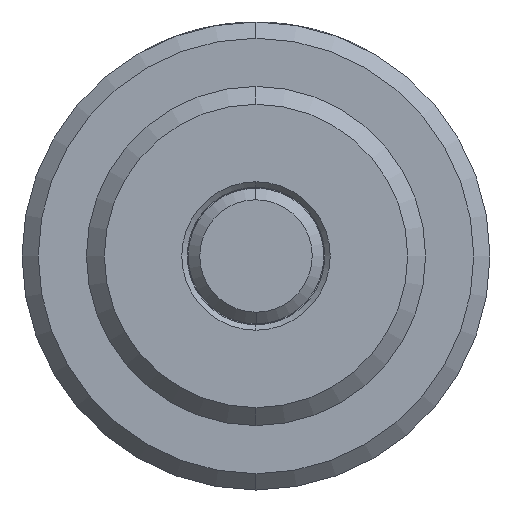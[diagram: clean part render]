
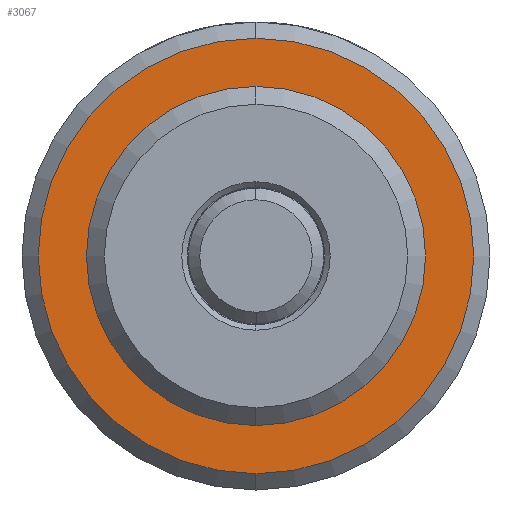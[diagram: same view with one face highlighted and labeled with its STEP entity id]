
A CAD part, left-side view. The second image highlights one B-rep face of the part: STEP entity #3067.
In plain terms, the highlighted planar face has unit normal (-1, 0, 0).
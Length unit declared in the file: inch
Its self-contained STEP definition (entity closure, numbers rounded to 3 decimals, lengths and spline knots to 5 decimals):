
#201 = CARTESIAN_POINT ( 'NONE',  ( 0.5, 0., 0. ) ) ;
#320 = AXIS2_PLACEMENT_3D ( 'NONE', #1703, #5097, #2550 ) ;
#333 = VERTEX_POINT ( 'NONE', #2201 ) ;
#503 = EDGE_LOOP ( 'NONE', ( #3023, #1956 ) ) ;
#579 = CARTESIAN_POINT ( 'NONE',  ( 0.5, 0., 0. ) ) ;
#655 = DIRECTION ( 'NONE',  ( 0., 0., -1. ) ) ;
#785 = CARTESIAN_POINT ( 'NONE',  ( 0.5, 0., 0.31125 ) ) ;
#834 = PLANE ( 'NONE',  #320 ) ;
#1014 = DIRECTION ( 'NONE',  ( 0., 0., -1. ) ) ;
#1094 = EDGE_CURVE ( 'NONE', #3028, #333, #4060, .T. ) ;
#1193 = AXIS2_PLACEMENT_3D ( 'NONE', #579, #3560, #1014 ) ;
#1323 = AXIS2_PLACEMENT_3D ( 'NONE', #201, #3205, #655 ) ;
#1703 = CARTESIAN_POINT ( 'NONE',  ( 0.5, 0.20063, 0. ) ) ;
#1933 = DIRECTION ( 'NONE',  ( 1., 0., 0. ) ) ;
#1956 = ORIENTED_EDGE ( 'NONE', *, *, #3916, .T. ) ;
#2201 = CARTESIAN_POINT ( 'NONE',  ( 0.5, 0., 0.40125 ) ) ;
#2246 = DIRECTION ( 'NONE',  ( 1., 0., 0. ) ) ;
#2292 = AXIS2_PLACEMENT_3D ( 'NONE', #4465, #1933, #4885 ) ;
#2381 = CIRCLE ( 'NONE', #2292, 0.40125 ) ;
#2391 = CIRCLE ( 'NONE', #1323, 0.31125 ) ;
#2550 = DIRECTION ( 'NONE',  ( 0., 0., 1. ) ) ;
#2602 = FACE_OUTER_BOUND ( 'NONE', #5427, .T. ) ;
#2631 = VERTEX_POINT ( 'NONE', #785 ) ;
#2767 = ORIENTED_EDGE ( 'NONE', *, *, #4559, .F. ) ;
#2923 = CARTESIAN_POINT ( 'NONE',  ( 0.5, 0., -0.40125 ) ) ;
#3023 = ORIENTED_EDGE ( 'NONE', *, *, #5075, .T. ) ;
#3028 = VERTEX_POINT ( 'NONE', #2923 ) ;
#3067 = ADVANCED_FACE ( 'NONE', ( #4026, #2602 ), #834, .T. ) ;
#3096 = CARTESIAN_POINT ( 'NONE',  ( 0.5, 0., -0.31125 ) ) ;
#3205 = DIRECTION ( 'NONE',  ( 1., 0., 0. ) ) ;
#3560 = DIRECTION ( 'NONE',  ( 1., 0., 0. ) ) ;
#3666 = ORIENTED_EDGE ( 'NONE', *, *, #1094, .F. ) ;
#3916 = EDGE_CURVE ( 'NONE', #2631, #5001, #2391, .T. ) ;
#4026 = FACE_BOUND ( 'NONE', #503, .T. ) ;
#4060 = CIRCLE ( 'NONE', #5523, 0.40125 ) ;
#4465 = CARTESIAN_POINT ( 'NONE',  ( 0.5, 0., 0. ) ) ;
#4559 = EDGE_CURVE ( 'NONE', #333, #3028, #2381, .T. ) ;
#4776 = CARTESIAN_POINT ( 'NONE',  ( 0.5, 0., 0. ) ) ;
#4885 = DIRECTION ( 'NONE',  ( 0., 0., -1. ) ) ;
#5001 = VERTEX_POINT ( 'NONE', #3096 ) ;
#5075 = EDGE_CURVE ( 'NONE', #5001, #2631, #5327, .T. ) ;
#5097 = DIRECTION ( 'NONE',  ( -1., 0., 0. ) ) ;
#5224 = DIRECTION ( 'NONE',  ( 0., 0., -1. ) ) ;
#5327 = CIRCLE ( 'NONE', #1193, 0.31125 ) ;
#5427 = EDGE_LOOP ( 'NONE', ( #3666, #2767 ) ) ;
#5523 = AXIS2_PLACEMENT_3D ( 'NONE', #4776, #2246, #5224 ) ;
